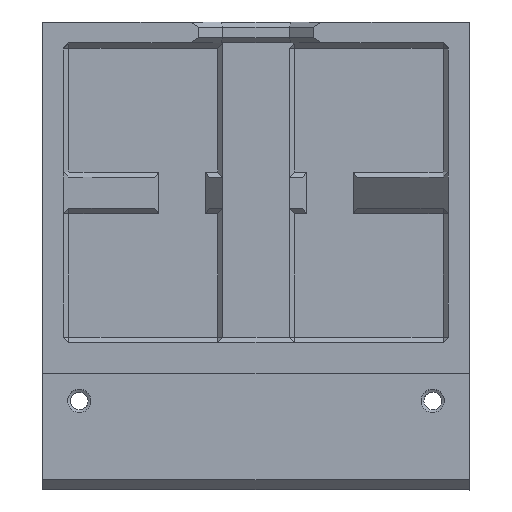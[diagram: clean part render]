
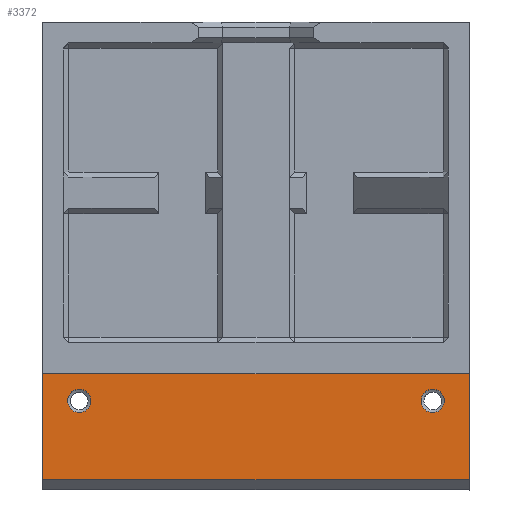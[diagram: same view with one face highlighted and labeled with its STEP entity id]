
A CAD part, top view. The second image highlights one B-rep face of the part: STEP entity #3372.
In plain terms, the highlighted planar face has unit normal (0, 0, 1).
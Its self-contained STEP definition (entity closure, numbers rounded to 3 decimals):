
#90 = PLANE('',#91);
#91 = AXIS2_PLACEMENT_3D('',#92,#93,#94);
#92 = CARTESIAN_POINT('',(-38.,-1.082,
    -24.096));
#93 = DIRECTION('',(-1.,0.,0.));
#94 = DIRECTION('',(0.,0.,1.));
#118 = PLANE('',#119);
#119 = AXIS2_PLACEMENT_3D('',#120,#121,#122);
#120 = CARTESIAN_POINT('',(-38.,-18.939,
    -15.733));
#121 = DIRECTION('',(0.,1.,0.));
#122 = DIRECTION('',(1.,0.,0.));
#146 = PLANE('',#147);
#147 = AXIS2_PLACEMENT_3D('',#148,#149,#150);
#148 = CARTESIAN_POINT('',(44.,-1.082,
    -24.096));
#149 = DIRECTION('',(1.,0.,0.));
#150 = DIRECTION('',(0.,0.,-1.));
#1030 = VERTEX_POINT('',#1031);
#1031 = CARTESIAN_POINT('',(-38.,-39.3,-15.733)
  );
#1045 = PLANE('',#1046);
#1046 = AXIS2_PLACEMENT_3D('',#1047,#1048,#1049);
#1047 = CARTESIAN_POINT('',(-38.,-41.3,-17.733)
  );
#1048 = DIRECTION('',(0.,-0.707,0.707)
  );
#1049 = DIRECTION('',(0.,0.707,0.707)
  );
#1057 = EDGE_CURVE('',#1030,#1058,#1060,.T.);
#1058 = VERTEX_POINT('',#1059);
#1059 = CARTESIAN_POINT('',(-38.,-18.939,
    -15.733));
#1060 = SURFACE_CURVE('',#1061,(#1065,#1072),.PCURVE_S1.);
#1061 = LINE('',#1062,#1063);
#1062 = CARTESIAN_POINT('',(-38.,-39.3,-15.733)
  );
#1063 = VECTOR('',#1064,1.);
#1064 = DIRECTION('',(0.,1.,0.));
#1065 = PCURVE('',#90,#1066);
#1066 = DEFINITIONAL_REPRESENTATION('',(#1067),#1071);
#1067 = LINE('',#1068,#1069);
#1068 = CARTESIAN_POINT('',(8.363,-38.218));
#1069 = VECTOR('',#1070,1.);
#1070 = DIRECTION('',(0.,1.));
#1071 = ( GEOMETRIC_REPRESENTATION_CONTEXT(2) 
PARAMETRIC_REPRESENTATION_CONTEXT() REPRESENTATION_CONTEXT('2D SPACE',''
  ) );
#1072 = PCURVE('',#1073,#1078);
#1073 = PLANE('',#1074);
#1074 = AXIS2_PLACEMENT_3D('',#1075,#1076,#1077);
#1075 = CARTESIAN_POINT('',(-38.,-39.3,-15.733)
  );
#1076 = DIRECTION('',(0.,0.,1.));
#1077 = DIRECTION('',(0.,1.,0.));
#1078 = DEFINITIONAL_REPRESENTATION('',(#1079),#1083);
#1079 = LINE('',#1080,#1081);
#1080 = CARTESIAN_POINT('',(0.,0.));
#1081 = VECTOR('',#1082,1.);
#1082 = DIRECTION('',(1.,0.));
#1083 = ( GEOMETRIC_REPRESENTATION_CONTEXT(2) 
PARAMETRIC_REPRESENTATION_CONTEXT() REPRESENTATION_CONTEXT('2D SPACE',''
  ) );
#1387 = VERTEX_POINT('',#1388);
#1388 = CARTESIAN_POINT('',(44.,-18.939,
    -15.733));
#1409 = EDGE_CURVE('',#1058,#1387,#1410,.T.);
#1410 = SURFACE_CURVE('',#1411,(#1415,#1422),.PCURVE_S1.);
#1411 = LINE('',#1412,#1413);
#1412 = CARTESIAN_POINT('',(-38.,-18.939,
    -15.733));
#1413 = VECTOR('',#1414,1.);
#1414 = DIRECTION('',(1.,0.,0.));
#1415 = PCURVE('',#118,#1416);
#1416 = DEFINITIONAL_REPRESENTATION('',(#1417),#1421);
#1417 = LINE('',#1418,#1419);
#1418 = CARTESIAN_POINT('',(0.,0.));
#1419 = VECTOR('',#1420,1.);
#1420 = DIRECTION('',(1.,0.));
#1421 = ( GEOMETRIC_REPRESENTATION_CONTEXT(2) 
PARAMETRIC_REPRESENTATION_CONTEXT() REPRESENTATION_CONTEXT('2D SPACE',''
  ) );
#1422 = PCURVE('',#1073,#1423);
#1423 = DEFINITIONAL_REPRESENTATION('',(#1424),#1428);
#1424 = LINE('',#1425,#1426);
#1425 = CARTESIAN_POINT('',(20.361,0.));
#1426 = VECTOR('',#1427,1.);
#1427 = DIRECTION('',(0.,-1.));
#1428 = ( GEOMETRIC_REPRESENTATION_CONTEXT(2) 
PARAMETRIC_REPRESENTATION_CONTEXT() REPRESENTATION_CONTEXT('2D SPACE',''
  ) );
#1707 = EDGE_CURVE('',#1708,#1387,#1710,.T.);
#1708 = VERTEX_POINT('',#1709);
#1709 = CARTESIAN_POINT('',(44.,-39.3,
    -15.733));
#1710 = SURFACE_CURVE('',#1711,(#1715,#1722),.PCURVE_S1.);
#1711 = LINE('',#1712,#1713);
#1712 = CARTESIAN_POINT('',(44.,-39.3,
    -15.733));
#1713 = VECTOR('',#1714,1.);
#1714 = DIRECTION('',(0.,1.,0.));
#1715 = PCURVE('',#146,#1716);
#1716 = DEFINITIONAL_REPRESENTATION('',(#1717),#1721);
#1717 = LINE('',#1718,#1719);
#1718 = CARTESIAN_POINT('',(-8.363,-38.218));
#1719 = VECTOR('',#1720,1.);
#1720 = DIRECTION('',(0.,1.));
#1721 = ( GEOMETRIC_REPRESENTATION_CONTEXT(2) 
PARAMETRIC_REPRESENTATION_CONTEXT() REPRESENTATION_CONTEXT('2D SPACE',''
  ) );
#1722 = PCURVE('',#1073,#1723);
#1723 = DEFINITIONAL_REPRESENTATION('',(#1724),#1728);
#1724 = LINE('',#1725,#1726);
#1725 = CARTESIAN_POINT('',(0.,-82.));
#1726 = VECTOR('',#1727,1.);
#1727 = DIRECTION('',(1.,0.));
#1728 = ( GEOMETRIC_REPRESENTATION_CONTEXT(2) 
PARAMETRIC_REPRESENTATION_CONTEXT() REPRESENTATION_CONTEXT('2D SPACE',''
  ) );
#3351 = EDGE_CURVE('',#1030,#1708,#3352,.T.);
#3352 = SURFACE_CURVE('',#3353,(#3357,#3364),.PCURVE_S1.);
#3353 = LINE('',#3354,#3355);
#3354 = CARTESIAN_POINT('',(-38.,-39.3,-15.733)
  );
#3355 = VECTOR('',#3356,1.);
#3356 = DIRECTION('',(1.,0.,0.));
#3357 = PCURVE('',#1045,#3358);
#3358 = DEFINITIONAL_REPRESENTATION('',(#3359),#3363);
#3359 = LINE('',#3360,#3361);
#3360 = CARTESIAN_POINT('',(2.828,0.));
#3361 = VECTOR('',#3362,1.);
#3362 = DIRECTION('',(0.,-1.));
#3363 = ( GEOMETRIC_REPRESENTATION_CONTEXT(2) 
PARAMETRIC_REPRESENTATION_CONTEXT() REPRESENTATION_CONTEXT('2D SPACE',''
  ) );
#3364 = PCURVE('',#1073,#3365);
#3365 = DEFINITIONAL_REPRESENTATION('',(#3366),#3370);
#3366 = LINE('',#3367,#3368);
#3367 = CARTESIAN_POINT('',(0.,0.));
#3368 = VECTOR('',#3369,1.);
#3369 = DIRECTION('',(0.,-1.));
#3370 = ( GEOMETRIC_REPRESENTATION_CONTEXT(2) 
PARAMETRIC_REPRESENTATION_CONTEXT() REPRESENTATION_CONTEXT('2D SPACE',''
  ) );
#3372 = ADVANCED_FACE('',(#3373,#3379,#3410),#1073,.T.);
#3373 = FACE_BOUND('',#3374,.T.);
#3374 = EDGE_LOOP('',(#3375,#3376,#3377,#3378));
#3375 = ORIENTED_EDGE('',*,*,#1057,.F.);
#3376 = ORIENTED_EDGE('',*,*,#3351,.T.);
#3377 = ORIENTED_EDGE('',*,*,#1707,.T.);
#3378 = ORIENTED_EDGE('',*,*,#1409,.F.);
#3379 = FACE_BOUND('',#3380,.T.);
#3380 = EDGE_LOOP('',(#3381));
#3381 = ORIENTED_EDGE('',*,*,#3382,.F.);
#3382 = EDGE_CURVE('',#3383,#3383,#3385,.T.);
#3383 = VERTEX_POINT('',#3384);
#3384 = CARTESIAN_POINT('',(37.,-26.439,
    -15.733));
#3385 = SURFACE_CURVE('',#3386,(#3391,#3398),.PCURVE_S1.);
#3386 = CIRCLE('',#3387,2.25);
#3387 = AXIS2_PLACEMENT_3D('',#3388,#3389,#3390);
#3388 = CARTESIAN_POINT('',(37.,-24.189,
    -15.733));
#3389 = DIRECTION('',(0.,0.,1.));
#3390 = DIRECTION('',(0.,-1.,0.));
#3391 = PCURVE('',#1073,#3392);
#3392 = DEFINITIONAL_REPRESENTATION('',(#3393),#3397);
#3393 = CIRCLE('',#3394,2.25);
#3394 = AXIS2_PLACEMENT_2D('',#3395,#3396);
#3395 = CARTESIAN_POINT('',(15.111,-75.));
#3396 = DIRECTION('',(-1.,0.));
#3397 = ( GEOMETRIC_REPRESENTATION_CONTEXT(2) 
PARAMETRIC_REPRESENTATION_CONTEXT() REPRESENTATION_CONTEXT('2D SPACE',''
  ) );
#3398 = PCURVE('',#3399,#3404);
#3399 = CYLINDRICAL_SURFACE('',#3400,2.25);
#3400 = AXIS2_PLACEMENT_3D('',#3401,#3402,#3403);
#3401 = CARTESIAN_POINT('',(37.,-24.189,
    -15.733));
#3402 = DIRECTION('',(0.,0.,-1.));
#3403 = DIRECTION('',(0.,-1.,0.));
#3404 = DEFINITIONAL_REPRESENTATION('',(#3405),#3409);
#3405 = LINE('',#3406,#3407);
#3406 = CARTESIAN_POINT('',(-0.,0.));
#3407 = VECTOR('',#3408,1.);
#3408 = DIRECTION('',(-1.,0.));
#3409 = ( GEOMETRIC_REPRESENTATION_CONTEXT(2) 
PARAMETRIC_REPRESENTATION_CONTEXT() REPRESENTATION_CONTEXT('2D SPACE',''
  ) );
#3410 = FACE_BOUND('',#3411,.T.);
#3411 = EDGE_LOOP('',(#3412));
#3412 = ORIENTED_EDGE('',*,*,#3413,.F.);
#3413 = EDGE_CURVE('',#3414,#3414,#3416,.T.);
#3414 = VERTEX_POINT('',#3415);
#3415 = CARTESIAN_POINT('',(-31.,-26.439,
    -15.733));
#3416 = SURFACE_CURVE('',#3417,(#3422,#3429),.PCURVE_S1.);
#3417 = CIRCLE('',#3418,2.25);
#3418 = AXIS2_PLACEMENT_3D('',#3419,#3420,#3421);
#3419 = CARTESIAN_POINT('',(-31.,-24.189,
    -15.733));
#3420 = DIRECTION('',(0.,0.,1.));
#3421 = DIRECTION('',(0.,-1.,0.));
#3422 = PCURVE('',#1073,#3423);
#3423 = DEFINITIONAL_REPRESENTATION('',(#3424),#3428);
#3424 = CIRCLE('',#3425,2.25);
#3425 = AXIS2_PLACEMENT_2D('',#3426,#3427);
#3426 = CARTESIAN_POINT('',(15.111,-7.));
#3427 = DIRECTION('',(-1.,0.));
#3428 = ( GEOMETRIC_REPRESENTATION_CONTEXT(2) 
PARAMETRIC_REPRESENTATION_CONTEXT() REPRESENTATION_CONTEXT('2D SPACE',''
  ) );
#3429 = PCURVE('',#3430,#3435);
#3430 = CYLINDRICAL_SURFACE('',#3431,2.25);
#3431 = AXIS2_PLACEMENT_3D('',#3432,#3433,#3434);
#3432 = CARTESIAN_POINT('',(-31.,-24.189,
    -15.733));
#3433 = DIRECTION('',(0.,0.,-1.));
#3434 = DIRECTION('',(0.,-1.,0.));
#3435 = DEFINITIONAL_REPRESENTATION('',(#3436),#3440);
#3436 = LINE('',#3437,#3438);
#3437 = CARTESIAN_POINT('',(-0.,0.));
#3438 = VECTOR('',#3439,1.);
#3439 = DIRECTION('',(-1.,0.));
#3440 = ( GEOMETRIC_REPRESENTATION_CONTEXT(2) 
PARAMETRIC_REPRESENTATION_CONTEXT() REPRESENTATION_CONTEXT('2D SPACE',''
  ) );
